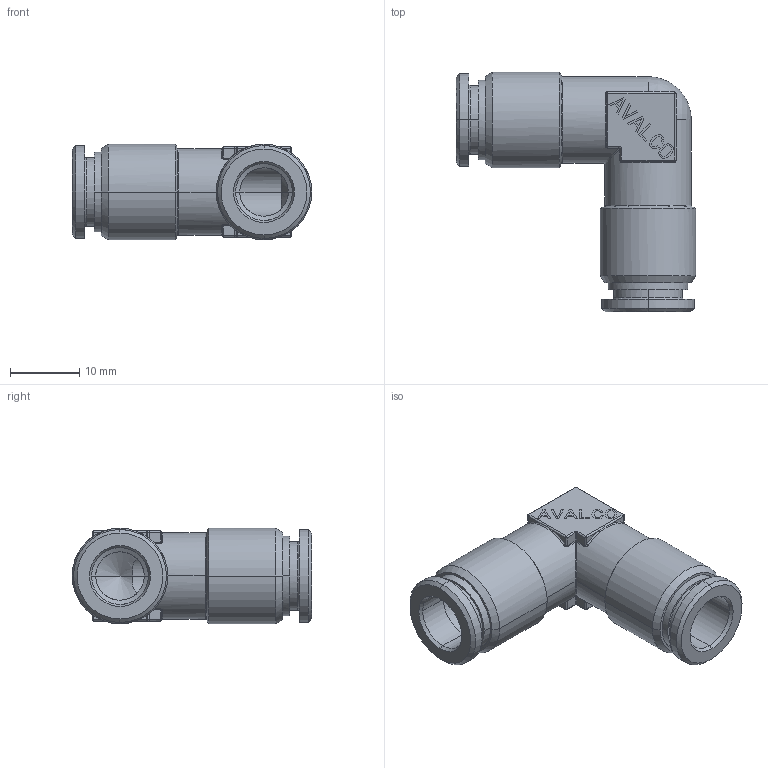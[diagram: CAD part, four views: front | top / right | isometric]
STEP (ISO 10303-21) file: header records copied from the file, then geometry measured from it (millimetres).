
FILE_DESCRIPTION(('CATIA V5 STEP Exchange'),'2;1');
FILE_NAME('PR550B-08.stp','2018-04-14T15:16:00+00:00',('none'),('none'),'CATIA Version 5 Release 21 GA (IN-10)','CATIA V5 STEP AP203','none');
FILE_SCHEMA(('CONFIG_CONTROL_DESIGN'));
Length unit declared in the file: millimetre
Products named in the file (1): PR550B-08
Bounding box: 34.6 x 34.6 x 13.8 mm (x, y, z)
Volume: 4639.5 mm3; surface area: 4330.4 mm2
Topology: 1 solids, 1 shells, 414 faces, 1038 edges, 650 vertices
Faces by surface type: plane 254, cylinder 68, cone 30, torus 30, sphere 16, bspline 16
Entity records: 13453 total; most frequent: CARTESIAN_POINT 4061, ORIENTED_EDGE 2068, DIRECTION 1631, EDGE_CURVE 1034, VECTOR 753, LINE 753, VERTEX_POINT 650, AXIS2_PLACEMENT_3D 523
